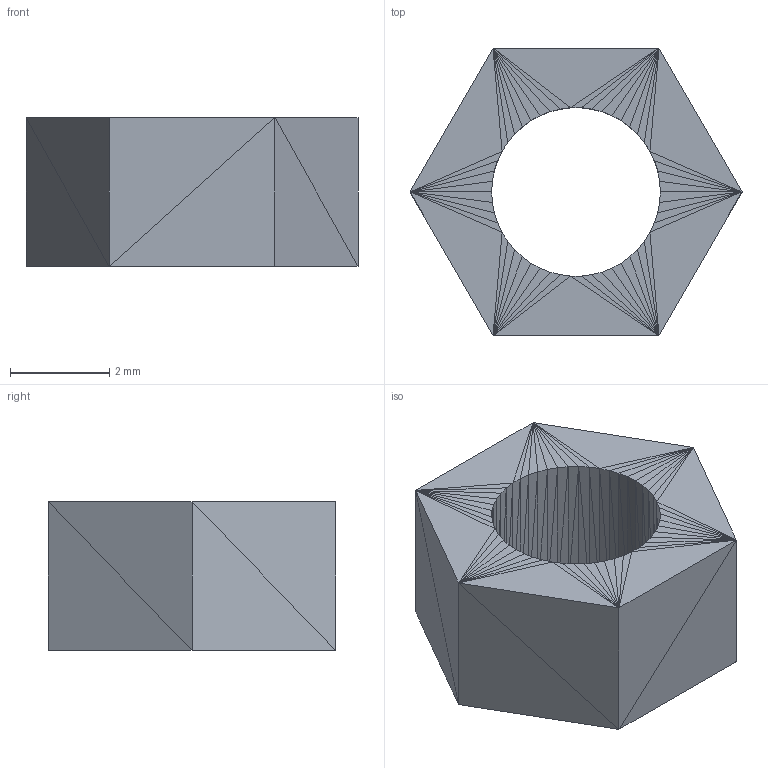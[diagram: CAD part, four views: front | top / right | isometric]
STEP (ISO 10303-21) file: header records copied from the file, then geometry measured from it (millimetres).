
FILE_DESCRIPTION(('FreeCAD Model'),'2;1');
FILE_NAME('Open CASCADE Shape Model','2023-03-18T15:24:56',('FreeCAD'),( 'FreeCAD'),'Open CASCADE STEP processor 7.6','FreeCAD','Unknown');
FILE_SCHEMA(('AUTOMOTIVE_DESIGN { 1 0 10303 214 1 1 1 1 }'));
Length unit declared in the file: millimetre
Products named in the file (1): Open CASCADE STEP translator 7.6 1
Bounding box: 6.69 x 5.8 x 3 mm (x, y, z)
Volume: 60.1 mm3; surface area: 132.3 mm2
Topology: 1 solids, 1 shells, 224 faces, 336 edges, 112 vertices
Faces by surface type: plane 224
Entity records: 8754 total; most frequent: DIRECTION 1458, CARTESIAN_POINT 1345, LINE 1008, VECTOR 1008, ORIENTED_EDGE 672, PCURVE 672, DEFINITIONAL_REPRESENTATION 672, EDGE_CURVE 336
